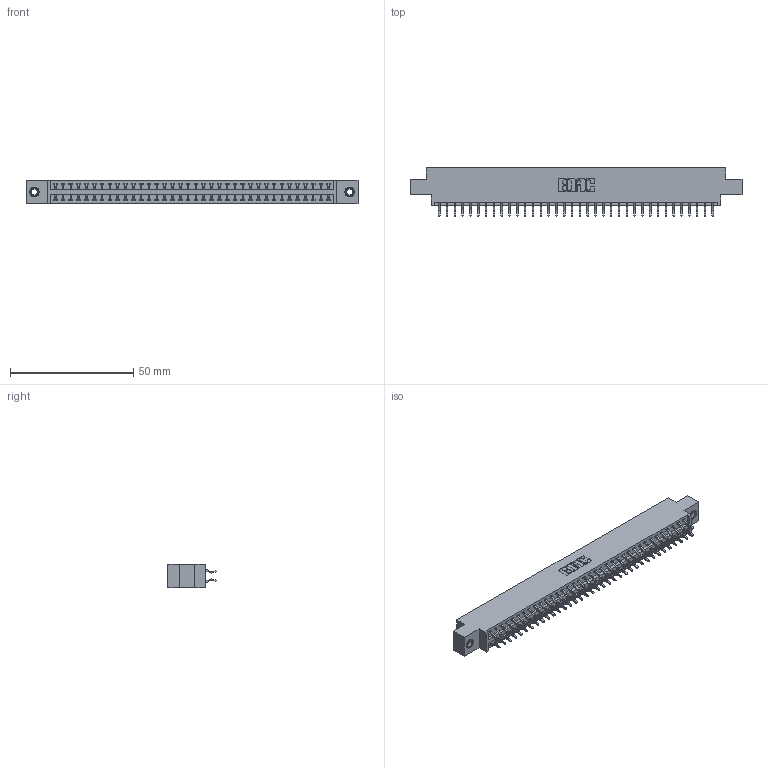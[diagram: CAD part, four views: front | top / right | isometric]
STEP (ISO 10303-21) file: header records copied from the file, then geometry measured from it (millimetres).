
FILE_DESCRIPTION (( 'STEP AP203' ), '1' );
FILE_NAME ('396-072-556-807.STEP', '2018-09-09T10:42:46', ( '' ), ( '' ), 'SwSTEP 2.0', 'SolidWorks 2016', '' );
FILE_SCHEMA (( 'CONFIG_CONTROL_DESIGN' ));
Length unit declared in the file: inch
Products named in the file (4): 346 Part_0.170 Offset - 0.156 Dia-TI; 345-292-001_556 Tail; 345-250-001_345-250-005-103; 396-072-556-807
Assembly tree (75 placements, depth 2):
  396-072-556-807
    346 Part_0.170 Offset - 0.156 Dia-TI
    345-292-001_556 Tail  x72
    345-250-001_345-250-005-103  x2
Bounding box: 134.87 x 19.57 x 9.4 mm (x, y, z)
Volume: 12934.3 mm3; surface area: 17831.3 mm2
Topology: 75 solids, 75 shells, 4362 faces, 12933 edges, 8518 vertices
Faces by surface type: plane 2920, cylinder 1426, cone 12, torus 4
Entity records: 25840 total; most frequent: CARTESIAN_POINT 4267, ORIENTED_EDGE 4182, DIRECTION 3825, EDGE_CURVE 2091, LINE 1787, VECTOR 1787, VERTEX_POINT 1388, AXIS2_PLACEMENT_3D 1019
